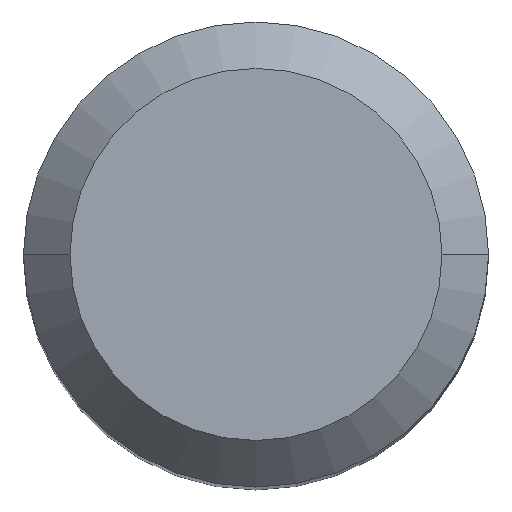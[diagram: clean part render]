
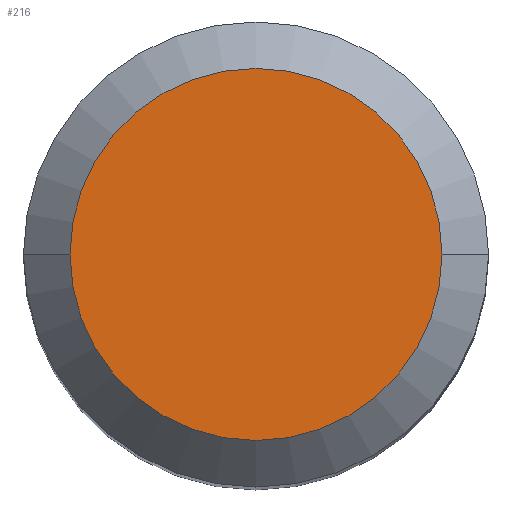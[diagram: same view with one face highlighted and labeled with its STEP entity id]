
A CAD part, top view. The second image highlights one B-rep face of the part: STEP entity #216.
In plain terms, the highlighted planar face has unit normal (0, 0, 1).
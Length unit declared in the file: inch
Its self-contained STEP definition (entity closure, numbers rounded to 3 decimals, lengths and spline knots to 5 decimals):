
#8 = ORIENTED_EDGE ( 'NONE', *, *, #303, .T. ) ;
#13 = CARTESIAN_POINT ( 'NONE',  ( 0., 0., 0. ) ) ;
#17 = VERTEX_POINT ( 'NONE', #235 ) ;
#32 = CARTESIAN_POINT ( 'NONE',  ( 0., 0., 0. ) ) ;
#57 = AXIS2_PLACEMENT_3D ( 'NONE', #13, #157, #304 ) ;
#64 = CARTESIAN_POINT ( 'NONE',  ( -0.18896, 0., 0. ) ) ;
#73 = AXIS2_PLACEMENT_3D ( 'NONE', #108, #327, #451 ) ;
#101 = PLANE ( 'NONE',  #231 ) ;
#108 = CARTESIAN_POINT ( 'NONE',  ( 0., 0., 0. ) ) ;
#110 = ORIENTED_EDGE ( 'NONE', *, *, #431, .T. ) ;
#157 = DIRECTION ( 'NONE',  ( 0., 0., 1. ) ) ;
#214 = CIRCLE ( 'NONE', #57, 0.18896 ) ;
#216 = ADVANCED_FACE ( 'NONE', ( #287 ), #101, .F. ) ;
#217 = DIRECTION ( 'NONE',  ( 0., 0., -1. ) ) ;
#218 = DIRECTION ( 'NONE',  ( -1., 0., 0. ) ) ;
#231 = AXIS2_PLACEMENT_3D ( 'NONE', #32, #217, #218 ) ;
#235 = CARTESIAN_POINT ( 'NONE',  ( 0.18896, 0., 0. ) ) ;
#287 = FACE_OUTER_BOUND ( 'NONE', #432, .T. ) ;
#303 = EDGE_CURVE ( 'NONE', #490, #17, #444, .T. ) ;
#304 = DIRECTION ( 'NONE',  ( 1., 0., 0. ) ) ;
#327 = DIRECTION ( 'NONE',  ( 0., 0., 1. ) ) ;
#431 = EDGE_CURVE ( 'NONE', #17, #490, #214, .T. ) ;
#432 = EDGE_LOOP ( 'NONE', ( #8, #110 ) ) ;
#444 = CIRCLE ( 'NONE', #73, 0.18896 ) ;
#451 = DIRECTION ( 'NONE',  ( 1., 0., 0. ) ) ;
#490 = VERTEX_POINT ( 'NONE', #64 ) ;
